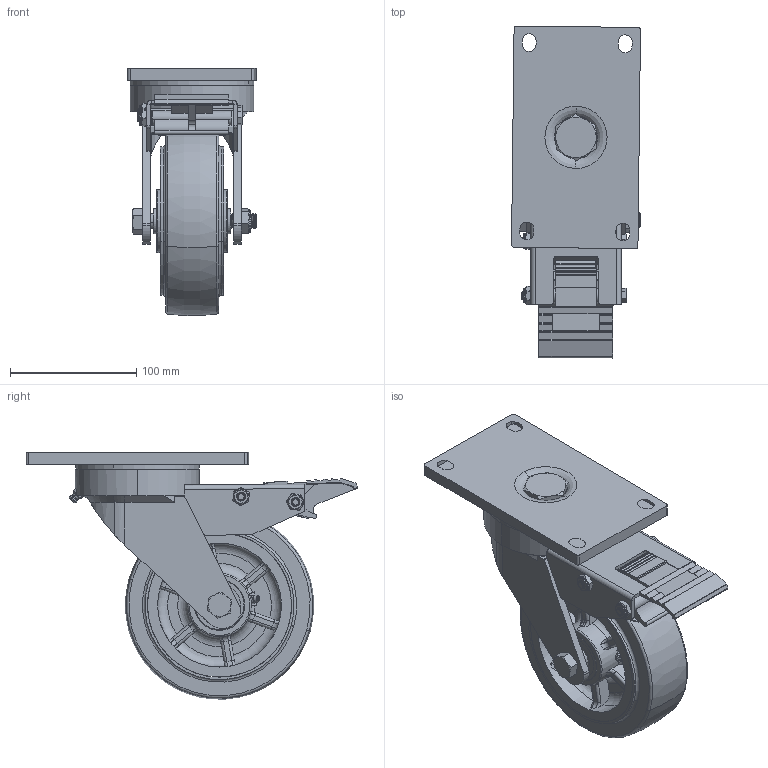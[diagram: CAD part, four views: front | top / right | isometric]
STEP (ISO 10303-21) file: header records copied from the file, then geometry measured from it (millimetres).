
FILE_DESCRIPTION (( 'STEP AP203' ), '1' );
FILE_NAME ('S6760SLB.STEP', '2020-02-24T07:52:29', ( '' ), ( '' ), 'SwSTEP 2.0', 'SolidWorks 2013', '' );
FILE_SCHEMA (( 'CONFIG_CONTROL_DESIGN' ));
Length unit declared in the file: millimetre
Products named in the file (1): S6760SLB
Bounding box: 102.01 x 262.55 x 195.44 mm (x, y, z)
Surface area: 260853.3 mm2 (no closed solid volume)
Topology: 0 solids, 47 shells, 813 faces, 2490 edges, 1691 vertices
Faces by surface type: plane 278, cylinder 277, torus 116, cone 81, bspline 59, sphere 2
Entity records: 37317 total; most frequent: CARTESIAN_POINT 16110, DIRECTION 4299, ORIENTED_EDGE 4279, EDGE_CURVE 2487, VERTEX_POINT 1690, AXIS2_PLACEMENT_3D 1654, VECTOR 991, LINE 991
